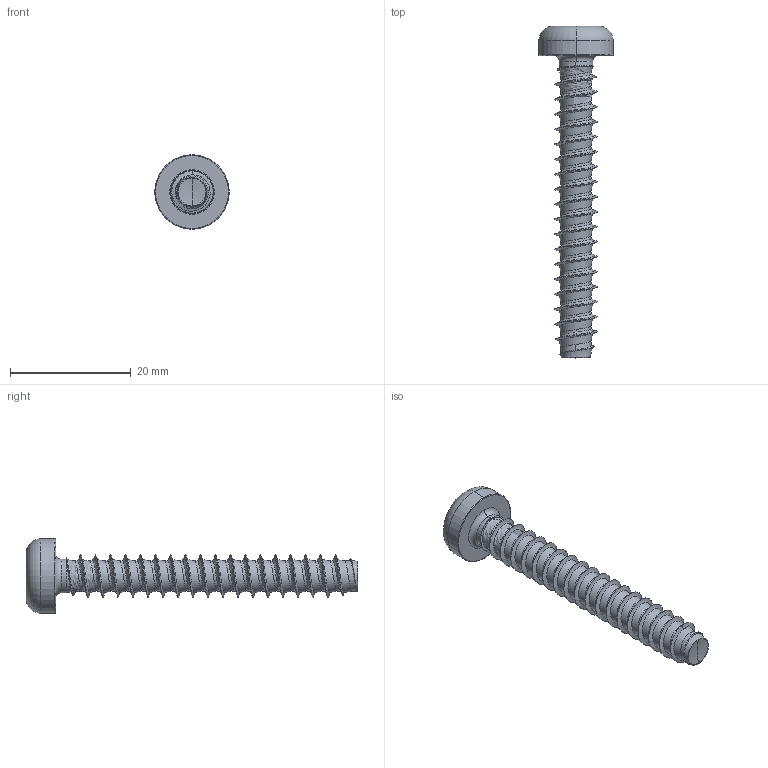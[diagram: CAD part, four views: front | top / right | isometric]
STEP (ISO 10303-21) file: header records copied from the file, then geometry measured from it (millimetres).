
FILE_DESCRIPTION (( 'STEP AP203' ), '1' );
FILE_NAME ('STP390700500.STEP', '2017-08-15T20:10:01', ( '' ), ( '' ), 'SwSTEP 2.0', 'SolidWorks 2015', '' );
FILE_SCHEMA (( 'CONFIG_CONTROL_DESIGN' ));
Products named in the file (1): STP390700500
Bounding box: 12.3 x 54.89 x 12.3 mm (x, y, z)
Volume: 1621.6 mm3; surface area: 1715.8 mm2
Topology: 1 solids, 1 shells, 120 faces, 308 edges, 190 vertices
Faces by surface type: cylinder 63, bspline 35, cone 10, torus 6, sphere 4, plane 2
Entity records: 36311 total; most frequent: CARTESIAN_POINT 33804, ORIENTED_EDGE 612, DIRECTION 369, EDGE_CURVE 306, VERTEX_POINT 190, AXIS2_PLACEMENT_3D 146, B_SPLINE_CURVE_WITH_KNOTS 130, EDGE_LOOP 122
